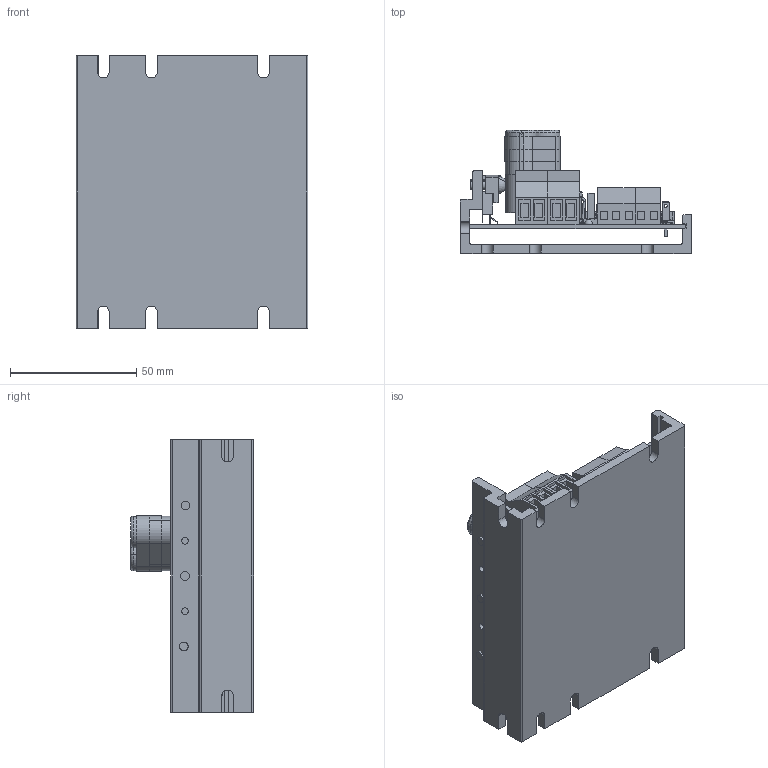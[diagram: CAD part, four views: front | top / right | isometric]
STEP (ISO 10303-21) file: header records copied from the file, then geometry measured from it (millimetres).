
FILE_DESCRIPTION (( 'STEP AP214' ), '1' );
FILE_NAME ('GSD1-48-20C.STEP', '2015-06-03T13:15:13', ( '' ), ( '' ), 'SwSTEP 2.0', 'SolidWorks 2015', '' );
FILE_SCHEMA (( 'AUTOMOTIVE_DESIGN' ));
Length unit declared in the file: millimetre
Products named in the file (1): GSD1-48-20C
Bounding box: 91.95 x 48.77 x 107.95 mm (x, y, z)
Surface area: 67441.5 mm2 (no closed solid volume)
Topology: 0 solids, 142 shells, 1163 faces, 4408 edges, 3312 vertices
Faces by surface type: plane 803, cylinder 296, torus 50, bspline 10, sphere 2, cone 2
Entity records: 59411 total; most frequent: CARTESIAN_POINT 9104, DIRECTION 7943, ORIENTED_EDGE 6597, EDGE_CURVE 4400, VERTEX_POINT 3310, LINE 3069, VECTOR 3069, AXIS2_PLACEMENT_3D 2437
